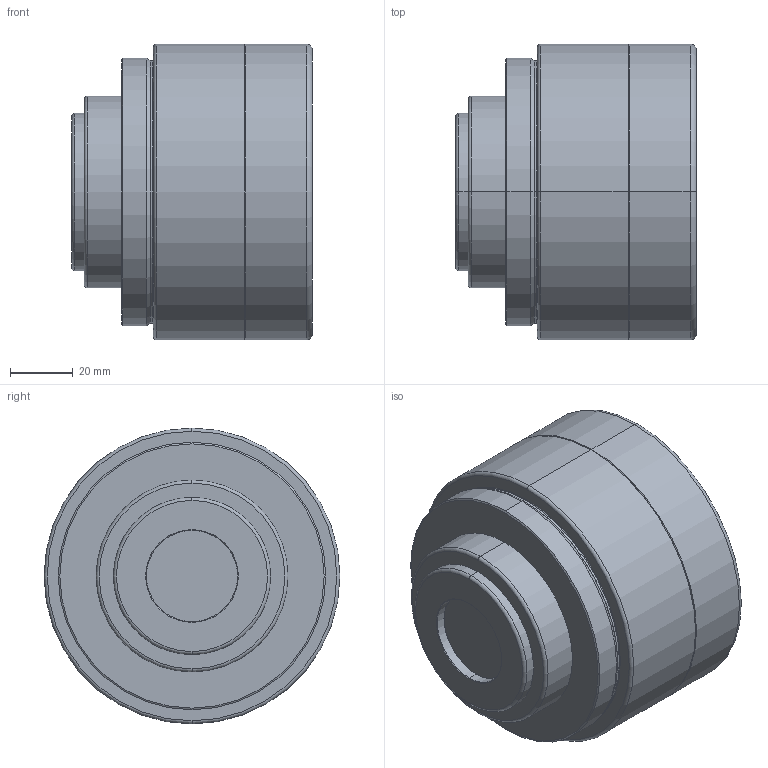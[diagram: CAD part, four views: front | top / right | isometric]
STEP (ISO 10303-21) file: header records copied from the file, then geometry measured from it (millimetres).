
FILE_DESCRIPTION (( 'STEP AP203' ), '1' );
FILE_NAME ('S4LFT4065_328_01.STEP', '2016-05-23T05:02:36', ( 'poweredge' ), ( 'Hewlett-Packard Company' ), 'SwSTEP 2.0', 'SolidWorks 2015', '' );
FILE_SCHEMA (( 'CONFIG_CONTROL_DESIGN' ));
Length unit declared in the file: millimetre
Products named in the file (1): S4LFT4065_328_01
Bounding box: 76.5 x 94 x 94 mm (x, y, z)
Volume: 441874.5 mm3; surface area: 36128.7 mm2
Topology: 1 solids, 2 shells, 80 faces, 164 edges, 99 vertices
Faces by surface type: cylinder 28, cone 24, plane 14, torus 12, sphere 2
Entity records: 2207 total; most frequent: DIRECTION 438, CARTESIAN_POINT 344, ORIENTED_EDGE 328, AXIS2_PLACEMENT_3D 193, EDGE_CURVE 164, CIRCLE 112, VERTEX_POINT 99, EDGE_LOOP 91
